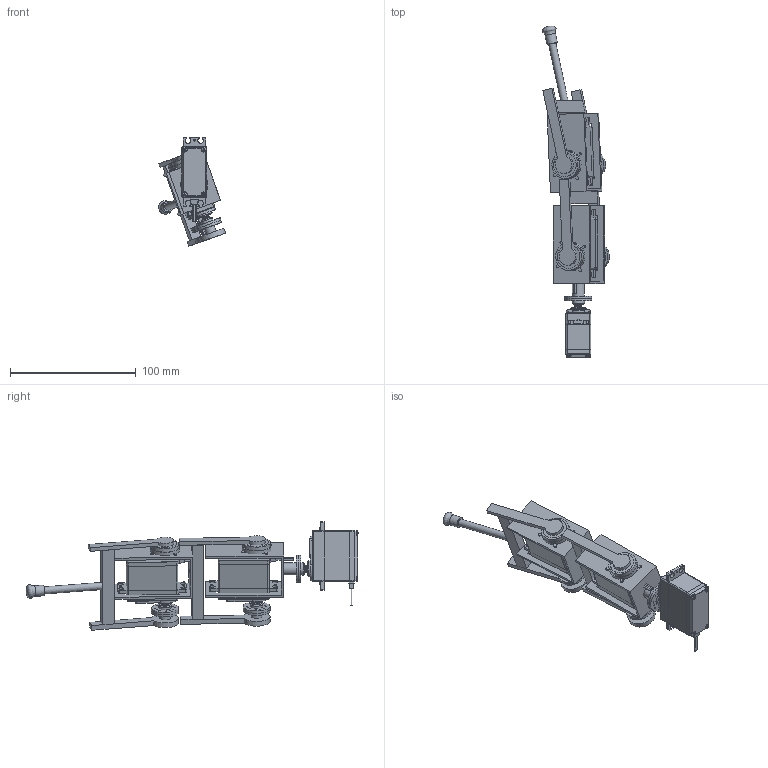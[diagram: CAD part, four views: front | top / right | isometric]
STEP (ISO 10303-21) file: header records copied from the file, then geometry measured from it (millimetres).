
FILE_DESCRIPTION(/* description */ (''),/* implementation_level */ '2;1');
FILE_NAME(/* name */ '036219e7-8236-4e7f-8580-8b04c4081f50.stp',/* time_stamp */ '2019-02-16T17:11:17+00:00',/* author */ (''),/* organization */ (''),/* preprocessor_version */ 'ST-DEVELOPER v17.2',/* originating_system */ 'Autodesk Translation Framework v7.6.0.251',/* authorisation */ '');
FILE_SCHEMA (('AUTOMOTIVE_DESIGN { 1 0 10303 214 3 1 1 }'));
Length unit declared in the file: millimetre
Products named in the file (26): modified bot limb; TOWER PRO MG-995, ANALOG SERVO v2; TOWER PRO MG-995, ANALOG SERVO v2_1; shoulder attachment v1; Component30; Component31; ball bearing v2; TOWER PRO MG-995, ANALOG SERVO v2_2; TOWER PRO MG-995, ANALOG SERVO, BODY, BOTTOM; TOWER PRO MG-995, ANALOG SERVO, BODY, MIDDLE; TOWER PRO MG-995, ANALOG SERVO, BODY, TOP; TOWER PRO MG-995, ANALOG SERVO, CONNECTOR; TOWER PRO MG-995, ANALOG SERVO, CONNECTOR (1); TOWER PRO MG-995, ANALOG SERVO, CONNECTOR (2); TOWER PRO MG-995, ANALOG SERVO, CONNECTOR (3); TOWER PRO MG-995, ANALOG SERVO, SHAFT; pan cross head_am(B18.6.7M - M2 x 0.4 x 2.5 Type I Cross Recessed PHM
S --2; Acople circular v1; Component29; Component18; ball bearing v2_1; Component20; Component21; Component22; Component23; leg v1
Assembly tree (60 placements, depth 3):
  modified bot limb
    TOWER PRO MG-995, ANALOG SERVO v2
      TOWER PRO MG-995, ANALOG SERVO, BODY, BOTTOM
      TOWER PRO MG-995, ANALOG SERVO, BODY, MIDDLE
      TOWER PRO MG-995, ANALOG SERVO, BODY, TOP
      TOWER PRO MG-995, ANALOG SERVO, CONNECTOR
      TOWER PRO MG-995, ANALOG SERVO, CONNECTOR (1)
      TOWER PRO MG-995, ANALOG SERVO, CONNECTOR (2)
      TOWER PRO MG-995, ANALOG SERVO, CONNECTOR (3)
      TOWER PRO MG-995, ANALOG SERVO, SHAFT
      pan cross head_am(B18.6.7M - M2 x 0.4 x 2.5 Type I Cross Recessed PHM
S --2  x4
      Acople circular v1
    TOWER PRO MG-995, ANALOG SERVO v2_1
      TOWER PRO MG-995, ANALOG SERVO, BODY, BOTTOM
      TOWER PRO MG-995, ANALOG SERVO, BODY, MIDDLE
      TOWER PRO MG-995, ANALOG SERVO, BODY, TOP
      TOWER PRO MG-995, ANALOG SERVO, CONNECTOR
      TOWER PRO MG-995, ANALOG SERVO, CONNECTOR (1)
      TOWER PRO MG-995, ANALOG SERVO, CONNECTOR (2)
      TOWER PRO MG-995, ANALOG SERVO, CONNECTOR (3)
      TOWER PRO MG-995, ANALOG SERVO, SHAFT
      pan cross head_am(B18.6.7M - M2 x 0.4 x 2.5 Type I Cross Recessed PHM
S --2  x4
      Acople circular v1
    shoulder attachment v1
      Component29
      Component30
      Component31
    Component18  x2
    ball bearing v2
      Component20
      Component21
      Component22
      Component23
    TOWER PRO MG-995, ANALOG SERVO v2_2
      TOWER PRO MG-995, ANALOG SERVO, BODY, BOTTOM
      TOWER PRO MG-995, ANALOG SERVO, BODY, MIDDLE
      TOWER PRO MG-995, ANALOG SERVO, BODY, TOP
      TOWER PRO MG-995, ANALOG SERVO, CONNECTOR
      TOWER PRO MG-995, ANALOG SERVO, CONNECTOR (1)
      TOWER PRO MG-995, ANALOG SERVO, CONNECTOR (2)
      TOWER PRO MG-995, ANALOG SERVO, CONNECTOR (3)
      TOWER PRO MG-995, ANALOG SERVO, SHAFT
      pan cross head_am(B18.6.7M - M2 x 0.4 x 2.5 Type I Cross Recessed PHM
S --2  x4
      Acople circular v1
    Component29
    ball bearing v2_1
      Component20
      Component21
      Component22
      Component23
    leg v1
Bounding box: 53.33 x 264.32 x 86.48 mm (x, y, z)
Volume: 137624.2 mm3; surface area: 76720.5 mm2
Topology: 59 solids, 59 shells, 1854 faces, 4748 edges, 3077 vertices
Faces by surface type: plane 1098, cylinder 524, cone 159, bspline 37, torus 24, sphere 12
Full cylindrical faces by diameter (mm): 1 x72, 1.2 x9, 1.4 x6, 1.6 x3, 2 x12, 2.2 x12, 2.767 x2, 2.8 x3, 4 x12, 5.3 x3, 5.685 x1, 5.692 x1, 5.95 x2, 6 x5, 6.5 x3, 8.433 x1, 8.5 x7, 9 x4, 9.5 x2, 9.9 x3, 11.2 x3, 12.8 x3, 19 x4, 21.5 x6, 22 x2, 22.3 x2, 23 x2
Entity records: 20732 total; most frequent: CARTESIAN_POINT 4007, DIRECTION 3389, ORIENTED_EDGE 3130, EDGE_CURVE 1565, AXIS2_PLACEMENT_3D 1247, VERTEX_POINT 1019, LINE 895, VECTOR 895
